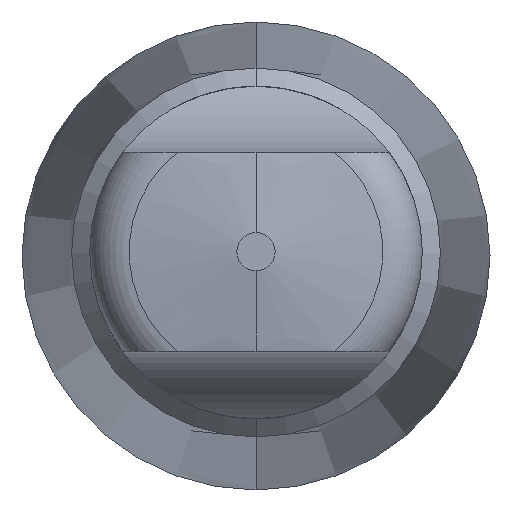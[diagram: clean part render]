
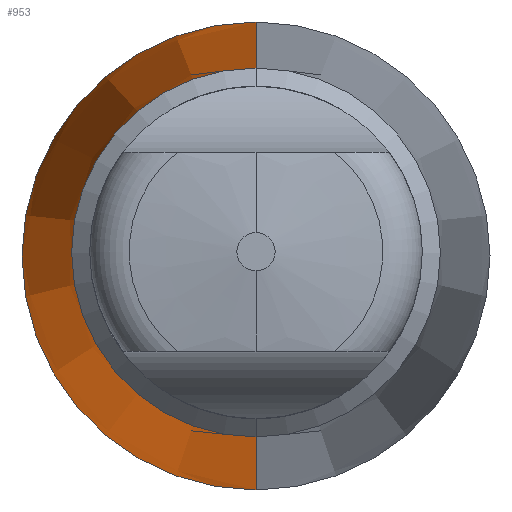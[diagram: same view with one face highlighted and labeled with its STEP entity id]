
A CAD part, top view. The second image highlights one B-rep face of the part: STEP entity #953.
In plain terms, the highlighted conical face has half-angle 1.429 degrees and reference radius 5.471 mm.
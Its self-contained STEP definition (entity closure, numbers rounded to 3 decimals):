
#39=CARTESIAN_POINT('',(0.,0.,-3.5));
#40=DIRECTION('',(0.,0.,-1.));
#41=DIRECTION('',(0.,-1.,0.));
#42=AXIS2_PLACEMENT_3D('',#39,#40,#41);
#48=CARTESIAN_POINT('',(0.,0.,48.5));
#49=DIRECTION('',(0.,0.,-1.));
#50=DIRECTION('',(0.,-1.,0.));
#51=AXIS2_PLACEMENT_3D('',#48,#49,#50);
#56=DIRECTION('',(0.,0.025,1.));
#57=VECTOR('',#56,52.016);
#58=CARTESIAN_POINT('',(0.,-6.119,-3.5));
#59=LINE('',#58,#57);
#71=DIRECTION('',(0.,-0.025,1.));
#72=VECTOR('',#71,52.016);
#73=CARTESIAN_POINT('',(0.,6.119,-3.5));
#74=LINE('',#73,#72);
#866=CARTESIAN_POINT('',(0.,-4.823,48.5));
#867=VERTEX_POINT('',#866);
#868=CARTESIAN_POINT('',(0.,4.823,48.5));
#869=VERTEX_POINT('',#868);
#898=CARTESIAN_POINT('',(0.,-6.119,-3.5));
#899=VERTEX_POINT('',#898);
#900=CARTESIAN_POINT('',(0.,6.119,-3.5));
#901=VERTEX_POINT('',#900);
#938=CARTESIAN_POINT('',(0.,0.,22.5));
#939=DIRECTION('',(0.,0.,-1.));
#940=DIRECTION('',(0.,1.,0.));
#941=AXIS2_PLACEMENT_3D('',#938,#939,#940);
#942=CONICAL_SURFACE('',#941,5.471,1.429);
#944=ORIENTED_EDGE('',*,*,#943,.F.);
#946=ORIENTED_EDGE('',*,*,#945,.T.);
#948=ORIENTED_EDGE('',*,*,#947,.T.);
#950=ORIENTED_EDGE('',*,*,#949,.F.);
#951=EDGE_LOOP('',(#944,#946,#948,#950));
#952=FACE_OUTER_BOUND('',#951,.F.);
#43=CIRCLE('',#42,6.12);
#52=CIRCLE('',#51,4.823);
#943=EDGE_CURVE('',#899,#867,#59,.T.);
#945=EDGE_CURVE('',#899,#901,#43,.T.);
#947=EDGE_CURVE('',#901,#869,#74,.T.);
#949=EDGE_CURVE('',#867,#869,#52,.T.);
#953=ADVANCED_FACE('',(#952),#942,.T.);
